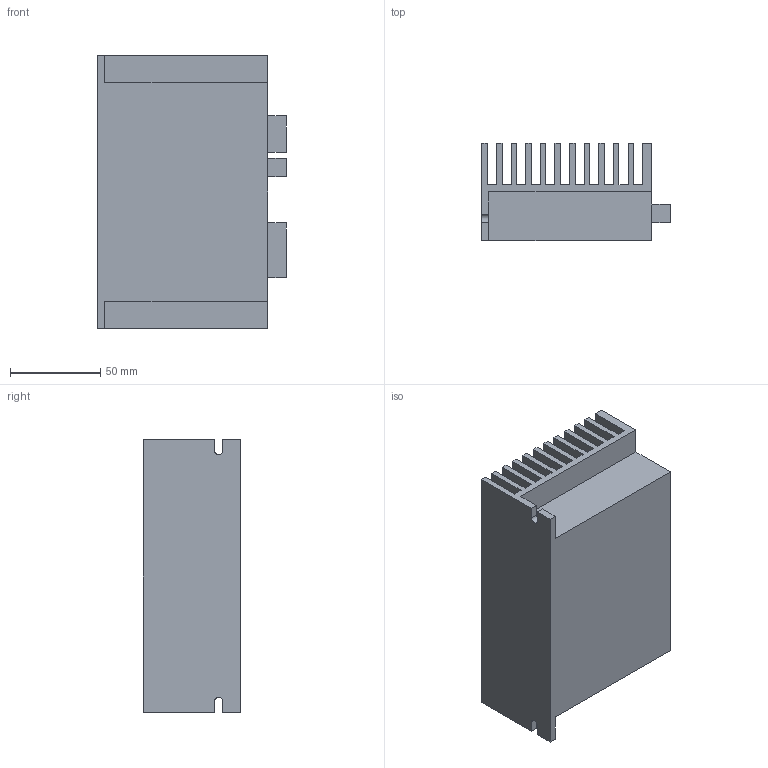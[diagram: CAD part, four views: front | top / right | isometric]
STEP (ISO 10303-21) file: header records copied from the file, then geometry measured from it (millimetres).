
FILE_DESCRIPTION(/* description */ ('Unknown'),/* implementation_level */ '2;1');
FILE_NAME(/* name */ 'DSH-600',/* time_stamp */ '2021-05-28T13:05:56+02:00',/* author */ ('Unknown'),/* organization */ ('Unknown'),/* preprocessor_version */ 'ST-DEVELOPER v16.7',/* originating_system */ 'Solid Edge',/* authorisation */ 'Unknown');
FILE_SCHEMA (('AUTOMOTIVE_DESIGN {1 0 10303 214 3 1 1}'));
Length unit declared in the file: millimetre
Products named in the file (1): DSH-600
Bounding box: 104.73 x 54 x 151.2 mm (x, y, z)
Volume: 511578.7 mm3; surface area: 130877.1 mm2
Topology: 1 solids, 1 shells, 79 faces, 222 edges, 148 vertices
Faces by surface type: plane 77, cylinder 2
Entity records: 2530 total; most frequent: CARTESIAN_POINT 450, ORIENTED_EDGE 444, DIRECTION 386, EDGE_CURVE 222, LINE 218, VECTOR 218, VERTEX_POINT 148, AXIS2_PLACEMENT_3D 84
